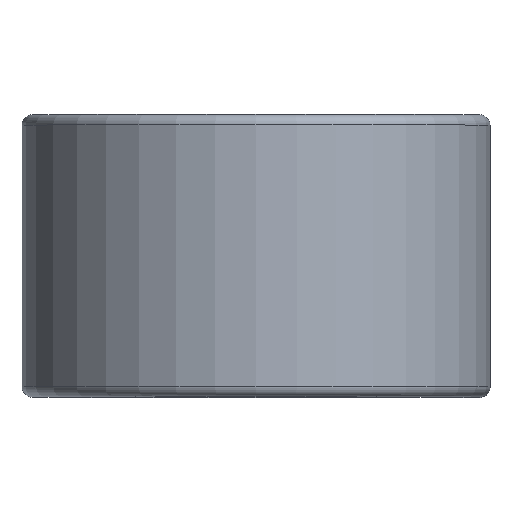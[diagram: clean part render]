
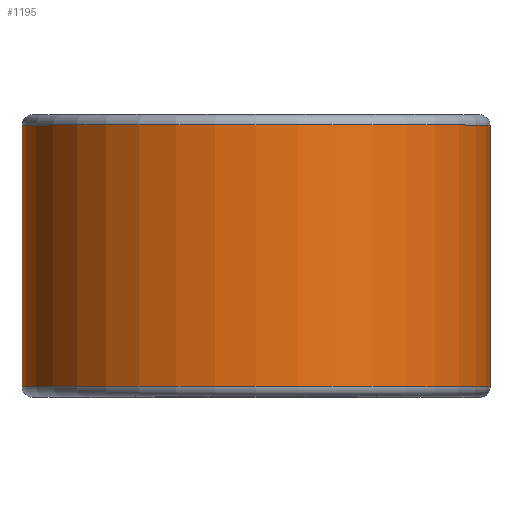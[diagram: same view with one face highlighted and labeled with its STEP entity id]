
A CAD part, top view. The second image highlights one B-rep face of the part: STEP entity #1195.
In plain terms, the highlighted cylindrical face has radius 17.094 mm (diameter 34.188 mm), a partial arc.
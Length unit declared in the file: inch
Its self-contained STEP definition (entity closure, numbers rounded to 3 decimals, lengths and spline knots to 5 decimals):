
#34 = DIRECTION ( 'NONE',  ( 0., -1., 0. ) ) ;
#85 = CIRCLE ( 'NONE', #2403, 0.673 ) ;
#137 = CARTESIAN_POINT ( 'NONE',  ( 0., 0.37625, -0.673 ) ) ;
#165 = CIRCLE ( 'NONE', #2431, 0.673 ) ;
#252 = CARTESIAN_POINT ( 'NONE',  ( 0., 0.375, 0. ) ) ;
#337 = CARTESIAN_POINT ( 'NONE',  ( 0., 0.37625, -0.673 ) ) ;
#402 = CARTESIAN_POINT ( 'NONE',  ( 0.673, 0.37625, 0. ) ) ;
#507 = AXIS2_PLACEMENT_3D ( 'NONE', #252, #34, #1485 ) ;
#524 = VERTEX_POINT ( 'NONE', #2420 ) ;
#676 = EDGE_CURVE ( 'NONE', #524, #713, #165, .T. ) ;
#713 = VERTEX_POINT ( 'NONE', #1414 ) ;
#715 = EDGE_CURVE ( 'NONE', #524, #2161, #2276, .T. ) ;
#721 = EDGE_CURVE ( 'NONE', #2161, #1831, #85, .T. ) ;
#808 = FACE_OUTER_BOUND ( 'NONE', #2250, .T. ) ;
#826 = ORIENTED_EDGE ( 'NONE', *, *, #1153, .F. ) ;
#1092 = DIRECTION ( 'NONE',  ( 0., 1., 0. ) ) ;
#1153 = EDGE_CURVE ( 'NONE', #713, #1831, #1234, .T. ) ;
#1195 = ADVANCED_FACE ( 'NONE', ( #808 ), #1317, .T. ) ;
#1234 = LINE ( 'NONE', #137, #2366 ) ;
#1261 = DIRECTION ( 'NONE',  ( 0., -1., 0. ) ) ;
#1288 = DIRECTION ( 'NONE',  ( 0., 0., -1. ) ) ;
#1293 = CARTESIAN_POINT ( 'NONE',  ( 0., 0.37625, 0. ) ) ;
#1304 = ORIENTED_EDGE ( 'NONE', *, *, #721, .T. ) ;
#1317 = CYLINDRICAL_SURFACE ( 'NONE', #507, 0.673 ) ;
#1318 = DIRECTION ( 'NONE',  ( 0., 1., 0. ) ) ;
#1414 = CARTESIAN_POINT ( 'NONE',  ( 0., -0.37625, -0.673 ) ) ;
#1485 = DIRECTION ( 'NONE',  ( 0., 0., -1. ) ) ;
#1489 = CARTESIAN_POINT ( 'NONE',  ( 0.673, 0.37625, 0. ) ) ;
#1498 = DIRECTION ( 'NONE',  ( 0., 0., -1. ) ) ;
#1503 = ORIENTED_EDGE ( 'NONE', *, *, #676, .F. ) ;
#1556 = DIRECTION ( 'NONE',  ( 0., -1., 0. ) ) ;
#1586 = CARTESIAN_POINT ( 'NONE',  ( 0., -0.37625, 0. ) ) ;
#1787 = VECTOR ( 'NONE', #1318, 39.37008 ) ;
#1831 = VERTEX_POINT ( 'NONE', #337 ) ;
#2067 = ORIENTED_EDGE ( 'NONE', *, *, #715, .T. ) ;
#2161 = VERTEX_POINT ( 'NONE', #402 ) ;
#2250 = EDGE_LOOP ( 'NONE', ( #2067, #1304, #826, #1503 ) ) ;
#2276 = LINE ( 'NONE', #1489, #1787 ) ;
#2366 = VECTOR ( 'NONE', #1092, 39.37008 ) ;
#2403 = AXIS2_PLACEMENT_3D ( 'NONE', #1293, #1261, #1288 ) ;
#2420 = CARTESIAN_POINT ( 'NONE',  ( 0.673, -0.37625, 0. ) ) ;
#2431 = AXIS2_PLACEMENT_3D ( 'NONE', #1586, #1556, #1498 ) ;
